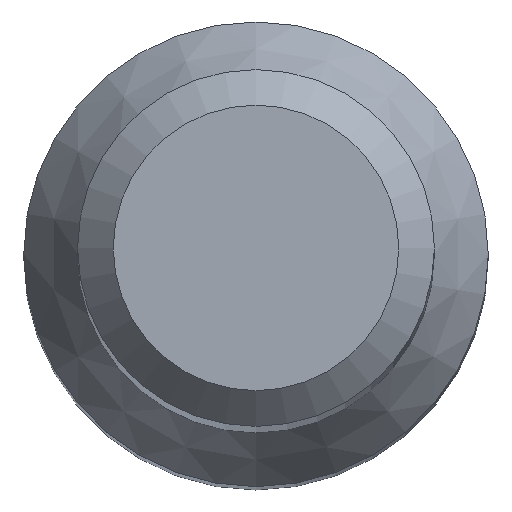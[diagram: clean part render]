
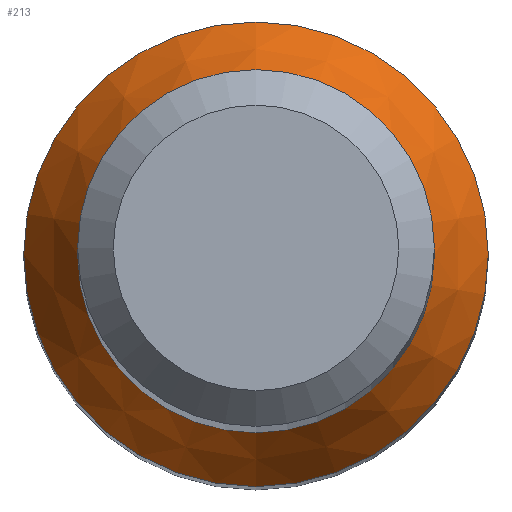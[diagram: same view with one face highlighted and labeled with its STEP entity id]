
A CAD part, top view. The second image highlights one B-rep face of the part: STEP entity #213.
In plain terms, the highlighted conical face has half-angle 30 degrees and reference radius 2 mm.
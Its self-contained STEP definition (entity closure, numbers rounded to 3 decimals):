
#25 = CIRCLE ( 'NONE', #48, 2. ) ;
#26 = DIRECTION ( 'NONE',  ( 0., 1., 0. ) ) ;
#33 = FACE_OUTER_BOUND ( 'NONE', #180, .T. ) ;
#34 = DIRECTION ( 'NONE',  ( 0., 1., 0. ) ) ;
#48 = AXIS2_PLACEMENT_3D ( 'NONE', #108, #51, #187 ) ;
#51 = DIRECTION ( 'NONE',  ( 0., 0., -1. ) ) ;
#60 = VERTEX_POINT ( 'NONE', #168 ) ;
#61 = CONICAL_SURFACE ( 'NONE', #74, 2., 0.524 ) ;
#74 = AXIS2_PLACEMENT_3D ( 'NONE', #125, #199, #34 ) ;
#82 = ORIENTED_EDGE ( 'NONE', *, *, #186, .T. ) ;
#87 = DIRECTION ( 'NONE',  ( 0., 0., -1. ) ) ;
#100 = ORIENTED_EDGE ( 'NONE', *, *, #219, .F. ) ;
#108 = CARTESIAN_POINT ( 'NONE',  ( 0., 0., 23.046 ) ) ;
#125 = CARTESIAN_POINT ( 'NONE',  ( 0., 0., 23.046 ) ) ;
#130 = VERTEX_POINT ( 'NONE', #243 ) ;
#135 = AXIS2_PLACEMENT_3D ( 'NONE', #184, #87, #26 ) ;
#137 = EDGE_LOOP ( 'NONE', ( #82 ) ) ;
#168 = CARTESIAN_POINT ( 'NONE',  ( 0., 2.604, 22. ) ) ;
#180 = EDGE_LOOP ( 'NONE', ( #100 ) ) ;
#184 = CARTESIAN_POINT ( 'NONE',  ( 0., 0., 22. ) ) ;
#186 = EDGE_CURVE ( 'NONE', #130, #130, #25, .T. ) ;
#187 = DIRECTION ( 'NONE',  ( 0., 1., 0. ) ) ;
#199 = DIRECTION ( 'NONE',  ( 0., 0., -1. ) ) ;
#213 = ADVANCED_FACE ( 'NONE', ( #33, #237 ), #61, .T. ) ;
#219 = EDGE_CURVE ( 'NONE', #60, #60, #241, .T. ) ;
#237 = FACE_BOUND ( 'NONE', #137, .T. ) ;
#241 = CIRCLE ( 'NONE', #135, 2.604 ) ;
#243 = CARTESIAN_POINT ( 'NONE',  ( 0., 2., 23.046 ) ) ;
